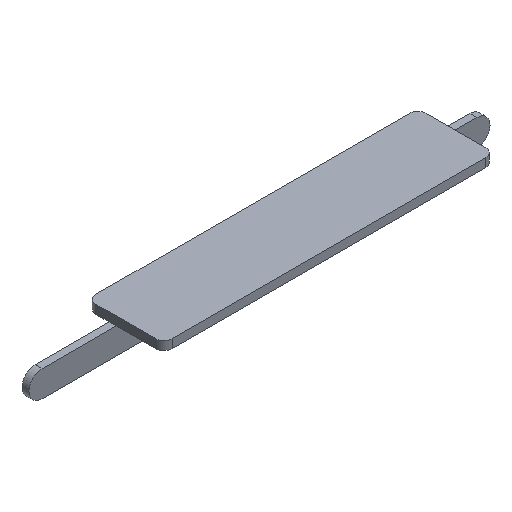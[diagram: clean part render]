
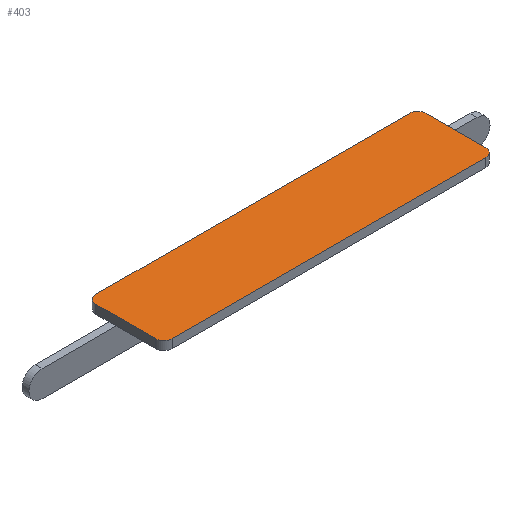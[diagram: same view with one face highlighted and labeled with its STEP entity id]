
A CAD part, isometric view. The second image highlights one B-rep face of the part: STEP entity #403.
In plain terms, the highlighted planar face has unit normal (0, 0, 1).
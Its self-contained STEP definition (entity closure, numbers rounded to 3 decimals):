
#16=PLANE('',#447);
#29=FACE_OUTER_BOUND('',#51,.T.);
#51=EDGE_LOOP('',(#291,#292,#293,#294,#295,#296,#297,#298));
#73=LINE('',#617,#113);
#82=LINE('',#647,#122);
#83=LINE('',#651,#123);
#84=LINE('',#655,#124);
#113=VECTOR('',#491,10.);
#122=VECTOR('',#514,10.);
#123=VECTOR('',#517,10.);
#124=VECTOR('',#520,10.);
#151=CIRCLE('',#438,5.);
#159=CIRCLE('',#448,5.);
#160=CIRCLE('',#449,5.);
#161=CIRCLE('',#450,5.);
#171=VERTEX_POINT('',#607);
#172=VERTEX_POINT('',#608);
#175=VERTEX_POINT('',#616);
#189=VERTEX_POINT('',#646);
#190=VERTEX_POINT('',#648);
#191=VERTEX_POINT('',#650);
#192=VERTEX_POINT('',#652);
#193=VERTEX_POINT('',#654);
#211=EDGE_CURVE('',#171,#172,#151,.T.);
#215=EDGE_CURVE('',#172,#175,#73,.T.);
#230=EDGE_CURVE('',#189,#171,#82,.T.);
#231=EDGE_CURVE('',#190,#189,#159,.T.);
#232=EDGE_CURVE('',#191,#190,#83,.T.);
#233=EDGE_CURVE('',#192,#191,#160,.T.);
#234=EDGE_CURVE('',#193,#192,#84,.T.);
#235=EDGE_CURVE('',#175,#193,#161,.T.);
#291=ORIENTED_EDGE('',*,*,#211,.F.);
#292=ORIENTED_EDGE('',*,*,#230,.F.);
#293=ORIENTED_EDGE('',*,*,#231,.F.);
#294=ORIENTED_EDGE('',*,*,#232,.F.);
#295=ORIENTED_EDGE('',*,*,#233,.F.);
#296=ORIENTED_EDGE('',*,*,#234,.F.);
#297=ORIENTED_EDGE('',*,*,#235,.F.);
#298=ORIENTED_EDGE('',*,*,#215,.F.);
#403=ADVANCED_FACE('',(#29),#16,.T.);
#438=AXIS2_PLACEMENT_3D('',#609,#483,#484);
#447=AXIS2_PLACEMENT_3D('',#645,#512,#513);
#448=AXIS2_PLACEMENT_3D('',#649,#515,#516);
#449=AXIS2_PLACEMENT_3D('',#653,#518,#519);
#450=AXIS2_PLACEMENT_3D('',#656,#521,#522);
#483=DIRECTION('center_axis',(0.,0.,-1.));
#484=DIRECTION('ref_axis',(-0.707,0.707,0.));
#491=DIRECTION('',(1.,0.,0.));
#512=DIRECTION('center_axis',(0.,0.,1.));
#513=DIRECTION('ref_axis',(1.,0.,0.));
#514=DIRECTION('',(0.,1.,0.));
#515=DIRECTION('center_axis',(0.,0.,-1.));
#516=DIRECTION('ref_axis',(-0.707,-0.707,0.));
#517=DIRECTION('',(-1.,0.,0.));
#518=DIRECTION('center_axis',(0.,0.,-1.));
#519=DIRECTION('ref_axis',(0.707,-0.707,0.));
#520=DIRECTION('',(0.,-1.,0.));
#521=DIRECTION('center_axis',(0.,0.,-1.));
#522=DIRECTION('ref_axis',(0.707,0.707,0.));
#607=CARTESIAN_POINT('',(30.,275.,55.));
#608=CARTESIAN_POINT('',(35.,280.,55.));
#609=CARTESIAN_POINT('Origin',(35.,275.,55.));
#616=CARTESIAN_POINT('',(215.,280.,55.));
#617=CARTESIAN_POINT('',(220.,280.,55.));
#645=CARTESIAN_POINT('Origin',(30.,276.,55.));
#646=CARTESIAN_POINT('',(30.,241.,55.));
#647=CARTESIAN_POINT('',(30.,276.,55.));
#648=CARTESIAN_POINT('',(35.,236.,55.));
#649=CARTESIAN_POINT('Origin',(35.,241.,55.));
#650=CARTESIAN_POINT('',(215.,236.,55.));
#651=CARTESIAN_POINT('',(220.,236.,55.));
#652=CARTESIAN_POINT('',(220.,241.,55.));
#653=CARTESIAN_POINT('Origin',(215.,241.,55.));
#654=CARTESIAN_POINT('',(220.,275.,55.));
#655=CARTESIAN_POINT('',(220.,276.,55.));
#656=CARTESIAN_POINT('Origin',(215.,275.,55.));
